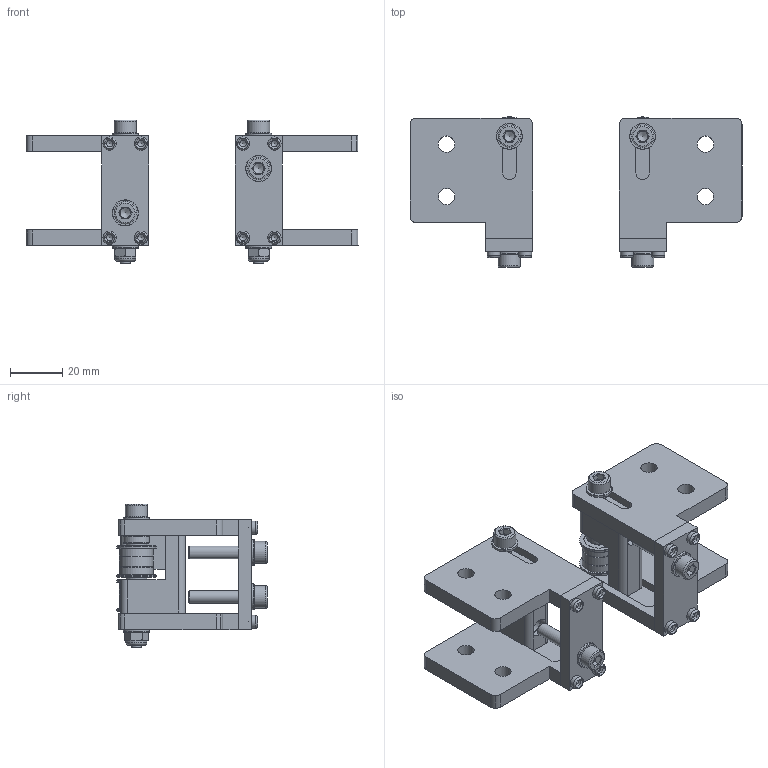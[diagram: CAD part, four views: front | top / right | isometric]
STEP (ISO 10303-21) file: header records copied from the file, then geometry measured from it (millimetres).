
FILE_DESCRIPTION(('HOOPS Exchange Step'),'2;1');
FILE_NAME('temp_export','2024-03-08T18:51:49-05:00',('mobile'),('Shapr3D Limited'),'HOOPS Exchange 2023.2','Shapr3D','Authorized');
FILE_SCHEMA( ('AUTOMOTIVE_DESIGN { 1 0 10303 214 1 1 1 1 }') );
Length unit declared in the file: millimetre
Products named in the file (13): Parts; M5x40 Shoulder Bolt; M5 Nylon Locking Nut; M5x20 Screws; 695ZZ Bearing; F695ZZ Bearing; Mini Precision Shims - 8x5x1mm; M5 Washers; M4x10 Screws; Hardware; Front Tensioners.step; Full.step; root
Assembly tree (12 placements, depth 5):
  root
    Full.step
      Front Tensioners.step
        Parts
        Hardware
          M5x40 Shoulder Bolt
          M5 Nylon Locking Nut
          M5x20 Screws
          695ZZ Bearing
          F695ZZ Bearing
          Mini Precision Shims - 8x5x1mm
          M5 Washers
          M4x10 Screws
Bounding box: 127 x 57.5 x 55 mm (x, y, z)
Volume: 65662.3 mm3; surface area: 43414.7 mm2
Topology: 40 solids, 40 shells, 796 faces, 1937 edges, 1269 vertices
Faces by surface type: plane 432, cylinder 178, cone 136, torus 50
Full cylindrical faces by diameter (mm): 3 x8, 3.1 x8, 3.901 x2, 4 x10, 4.234 x2, 4.901 x4, 5 x28, 5.3 x6, 6.2 x2, 6.3 x8, 6.5 x12, 7 x2, 8 x6, 8.5 x4, 10 x8, 11.5 x12, 13 x6, 15 x4
Entity records: 25614 total; most frequent: CARTESIAN_POINT 5815, DIRECTION 4322, ORIENTED_EDGE 3850, EDGE_CURVE 1925, AXIS2_PLACEMENT_3D 1696, VERTEX_POINT 1269, EDGE_LOOP 948, FACE_BOUND 948
